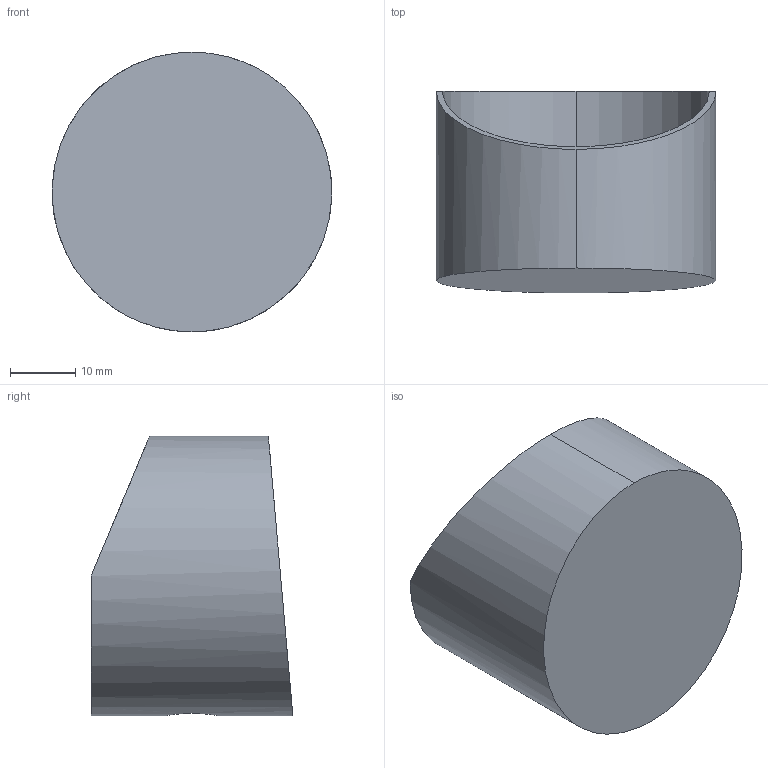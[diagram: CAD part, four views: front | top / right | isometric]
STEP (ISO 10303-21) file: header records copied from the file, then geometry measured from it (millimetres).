
FILE_DESCRIPTION (( 'STEP AP203' ), '1' );
FILE_NAME ('BD6001 Head cover5¡ã.STEP', '2020-10-10T01:03:06', ( '' ), ( '' ), 'SwSTEP 2.0', 'SolidWorks 2015', '' );
FILE_SCHEMA (( 'CONFIG_CONTROL_DESIGN' ));
Length unit declared in the file: millimetre
Products named in the file (1): BD6001 Head cover5°
Bounding box: 43 x 31 x 43 mm (x, y, z)
Volume: 20877.1 mm3; surface area: 9336.6 mm2
Topology: 1 solids, 1 shells, 63 faces, 174 edges, 113 vertices
Faces by surface type: cylinder 31, plane 18, bspline 7, cone 5, torus 2
Entity records: 4357 total; most frequent: CARTESIAN_POINT 2829, ORIENTED_EDGE 348, DIRECTION 254, EDGE_CURVE 174, VERTEX_POINT 113, AXIS2_PLACEMENT_3D 93, LINE 68, VECTOR 68
